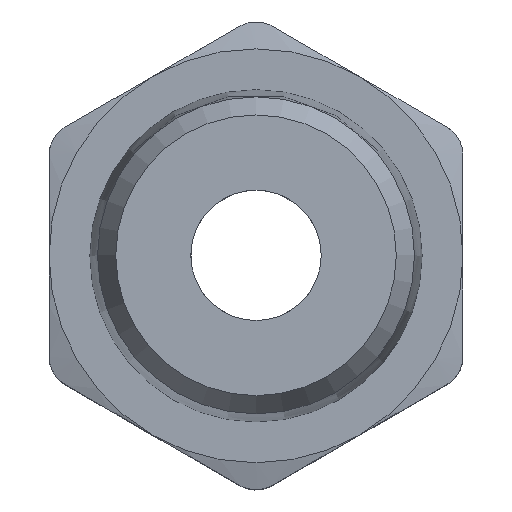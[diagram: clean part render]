
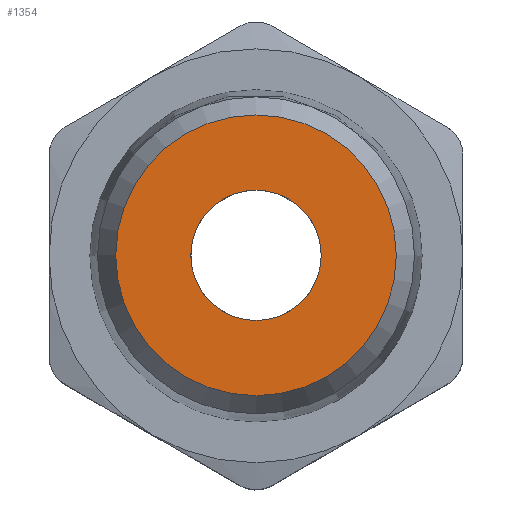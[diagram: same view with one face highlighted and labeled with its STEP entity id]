
A CAD part, top view. The second image highlights one B-rep face of the part: STEP entity #1354.
In plain terms, the highlighted planar face has unit normal (0, 0, 1).
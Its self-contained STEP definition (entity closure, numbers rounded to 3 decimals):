
#146=CIRCLE('',#1424,2.);
#169=CIRCLE('',#1482,4.305);
#404=ORIENTED_EDGE('',*,*,#602,.F.);
#405=ORIENTED_EDGE('',*,*,#739,.T.);
#602=EDGE_CURVE('',#798,#798,#146,.T.);
#739=EDGE_CURVE('',#905,#905,#169,.T.);
#798=VERTEX_POINT('',#1945);
#905=VERTEX_POINT('',#2424);
#1125=EDGE_LOOP('',(#404));
#1126=EDGE_LOOP('',(#405));
#1233=FACE_BOUND('',#1125,.T.);
#1234=FACE_BOUND('',#1126,.T.);
#1298=PLANE('',#1481);
#1354=ADVANCED_FACE('',(#1233,#1234),#1298,.F.);
#1424=AXIS2_PLACEMENT_3D('',#1944,#1583,#1584);
#1481=AXIS2_PLACEMENT_3D('',#2422,#1745,#1746);
#1482=AXIS2_PLACEMENT_3D('',#2423,#1747,#1748);
#1583=DIRECTION('',(0.,0.,1.));
#1584=DIRECTION('',(1.,0.,0.));
#1745=DIRECTION('',(0.,0.,-1.));
#1746=DIRECTION('',(-1.,0.,0.));
#1747=DIRECTION('',(0.,0.,1.));
#1748=DIRECTION('',(1.,0.,0.));
#1944=CARTESIAN_POINT('',(0.,0.,8.5));
#1945=CARTESIAN_POINT('',(2.,0.,8.5));
#2422=CARTESIAN_POINT('',(4.305,0.,8.5));
#2423=CARTESIAN_POINT('',(0.,0.,8.5));
#2424=CARTESIAN_POINT('',(4.305,0.,8.5));
